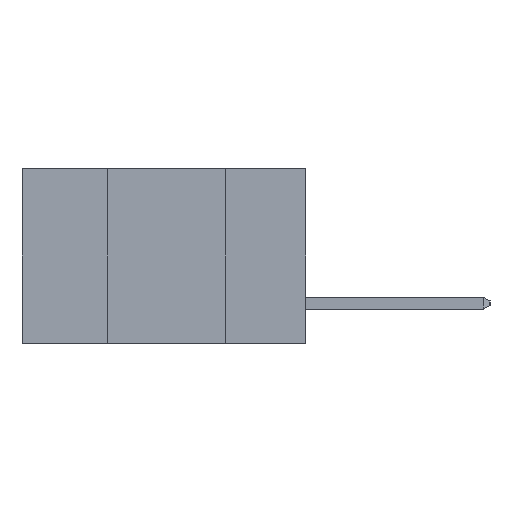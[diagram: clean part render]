
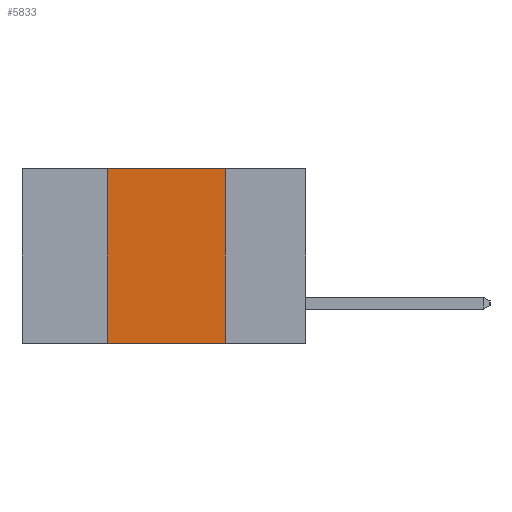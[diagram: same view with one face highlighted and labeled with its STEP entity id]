
A CAD part, left-side view. The second image highlights one B-rep face of the part: STEP entity #5833.
In plain terms, the highlighted planar face has unit normal (-1, 0, 0).
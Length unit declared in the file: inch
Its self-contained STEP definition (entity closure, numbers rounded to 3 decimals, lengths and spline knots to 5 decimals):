
#14 = LINE ( 'NONE', #10298, #11011 ) ;
#701 = FACE_OUTER_BOUND ( 'NONE', #15185, .T. ) ;
#2155 = CARTESIAN_POINT ( 'NONE',  ( 0., 0.17, 0. ) ) ;
#2209 = VERTEX_POINT ( 'NONE', #6020 ) ;
#2844 = VERTEX_POINT ( 'NONE', #2155 ) ;
#3822 = CARTESIAN_POINT ( 'NONE',  ( 0., 0.42, 0. ) ) ;
#4750 = VECTOR ( 'NONE', #14652, 39.37008 ) ;
#5821 = EDGE_CURVE ( 'NONE', #12518, #2209, #16874, .T. ) ;
#5833 = ADVANCED_FACE ( 'NONE', ( #701 ), #15664, .F. ) ;
#5870 = CARTESIAN_POINT ( 'NONE',  ( 0., 0.17, 0. ) ) ;
#6020 = CARTESIAN_POINT ( 'NONE',  ( 0., 0.17, -0.37 ) ) ;
#6110 = AXIS2_PLACEMENT_3D ( 'NONE', #14737, #14589, #14530 ) ;
#7845 = ORIENTED_EDGE ( 'NONE', *, *, #5821, .T. ) ;
#8010 = ORIENTED_EDGE ( 'NONE', *, *, #9804, .F. ) ;
#9707 = LINE ( 'NONE', #13945, #16935 ) ;
#9804 = EDGE_CURVE ( 'NONE', #12518, #10578, #9707, .T. ) ;
#10283 = DIRECTION ( 'NONE',  ( 0., 0., -1. ) ) ;
#10298 = CARTESIAN_POINT ( 'NONE',  ( 0., 0.6, 0. ) ) ;
#10578 = VERTEX_POINT ( 'NONE', #3822 ) ;
#10785 = EDGE_CURVE ( 'NONE', #2844, #2209, #10795, .T. ) ;
#10795 = LINE ( 'NONE', #5870, #14211 ) ;
#11011 = VECTOR ( 'NONE', #17576, 39.37008 ) ;
#12518 = VERTEX_POINT ( 'NONE', #15121 ) ;
#13945 = CARTESIAN_POINT ( 'NONE',  ( 0., 0.42, 0. ) ) ;
#14211 = VECTOR ( 'NONE', #10283, 39.37008 ) ;
#14530 = DIRECTION ( 'NONE',  ( 0., 0., -1. ) ) ;
#14589 = DIRECTION ( 'NONE',  ( 1., 0., 0. ) ) ;
#14652 = DIRECTION ( 'NONE',  ( 0., -1., 0. ) ) ;
#14737 = CARTESIAN_POINT ( 'NONE',  ( 0., 0.6, 0. ) ) ;
#15121 = CARTESIAN_POINT ( 'NONE',  ( 0., 0.42, -0.37 ) ) ;
#15185 = EDGE_LOOP ( 'NONE', ( #17034, #19045, #8010, #7845 ) ) ;
#15379 = DIRECTION ( 'NONE',  ( 0., 0., 1. ) ) ;
#15664 = PLANE ( 'NONE',  #6110 ) ;
#15854 = CARTESIAN_POINT ( 'NONE',  ( 0., 0.6, -0.37 ) ) ;
#16095 = EDGE_CURVE ( 'NONE', #10578, #2844, #14, .T. ) ;
#16874 = LINE ( 'NONE', #15854, #4750 ) ;
#16935 = VECTOR ( 'NONE', #15379, 39.37008 ) ;
#17034 = ORIENTED_EDGE ( 'NONE', *, *, #10785, .F. ) ;
#17576 = DIRECTION ( 'NONE',  ( 0., -1., 0. ) ) ;
#19045 = ORIENTED_EDGE ( 'NONE', *, *, #16095, .F. ) ;
